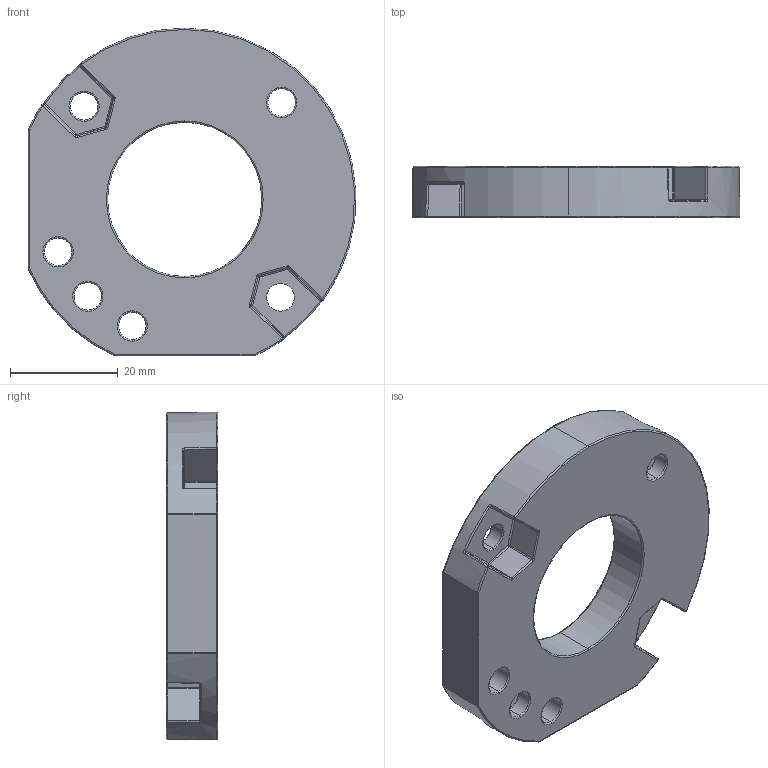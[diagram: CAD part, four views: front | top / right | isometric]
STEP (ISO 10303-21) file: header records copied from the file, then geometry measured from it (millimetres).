
FILE_DESCRIPTION (( 'STEP AP214' ), '1' );
FILE_NAME ('CRM Encoder Mount.STEP', '2026-01-06T18:30:04', ( '' ), ( '' ), 'SwSTEP 2.0', 'SolidWorks 2024', '' );
FILE_SCHEMA (( 'AUTOMOTIVE_DESIGN' ));
Length unit declared in the file: inch
Products named in the file (1): CRM Encoder Mount
Bounding box: 60.74 x 9.53 x 60.78 mm (x, y, z)
Volume: 19329.2 mm3; surface area: 8192.2 mm2
Topology: 1 solids, 1 shells, 205 faces, 448 edges, 243 vertices
Faces by surface type: cylinder 69, torus 44, sphere 32, bspline 32, plane 25, cone 3
Entity records: 6007 total; most frequent: CARTESIAN_POINT 1636, DIRECTION 982, ORIENTED_EDGE 888, EDGE_CURVE 444, AXIS2_PLACEMENT_3D 432, CIRCLE 258, VERTEX_POINT 242, EDGE_LOOP 220
